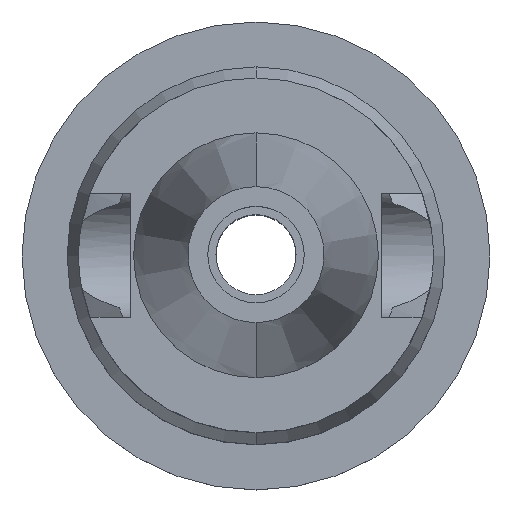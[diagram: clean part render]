
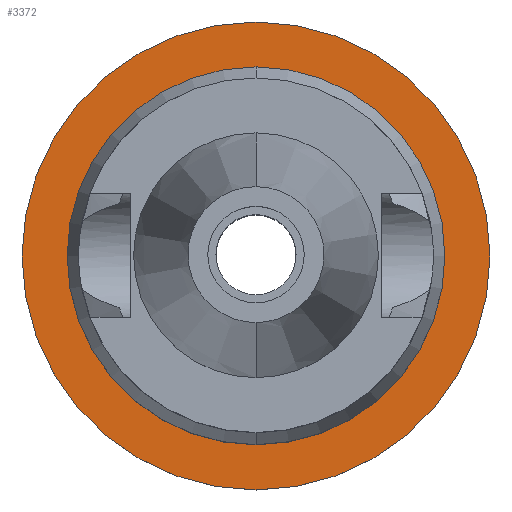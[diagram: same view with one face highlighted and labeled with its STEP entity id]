
A CAD part, top view. The second image highlights one B-rep face of the part: STEP entity #3372.
In plain terms, the highlighted planar face has unit normal (0, 0, 1).
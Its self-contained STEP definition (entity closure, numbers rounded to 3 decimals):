
#2967=CARTESIAN_POINT('',(0.,0.,0.));
#2968=DIRECTION('',(0.,0.,-1.));
#2969=DIRECTION('',(0.,-1.,0.));
#2970=AXIS2_PLACEMENT_3D('',#2967,#2968,#2969);
#2975=CARTESIAN_POINT('',(0.,0.,0.));
#2976=DIRECTION('',(0.,0.,-1.));
#2977=DIRECTION('',(0.,1.,0.));
#2978=AXIS2_PLACEMENT_3D('',#2975,#2976,#2977);
#2983=CARTESIAN_POINT('',(0.,0.,0.));
#2984=DIRECTION('',(0.,0.,1.));
#2985=DIRECTION('',(0.,-1.,0.));
#2986=AXIS2_PLACEMENT_3D('',#2983,#2984,#2985);
#2991=CARTESIAN_POINT('',(0.,0.,0.));
#2992=DIRECTION('',(0.,0.,1.));
#2993=DIRECTION('',(0.,1.,0.));
#2994=AXIS2_PLACEMENT_3D('',#2991,#2992,#2993);
#3251=CARTESIAN_POINT('',(0.,30.35,0.));
#3252=VERTEX_POINT('',#3251);
#3253=CARTESIAN_POINT('',(0.,-30.35,0.));
#3254=VERTEX_POINT('',#3253);
#3255=CARTESIAN_POINT('',(0.,-24.5,0.));
#3256=CARTESIAN_POINT('',(0.,24.5,0.));
#3257=VERTEX_POINT('',#3255);
#3258=VERTEX_POINT('',#3256);
#3357=CARTESIAN_POINT('',(0.,0.,0.));
#3358=DIRECTION('',(0.,0.,-1.));
#3359=DIRECTION('',(0.,-1.,0.));
#3360=AXIS2_PLACEMENT_3D('',#3357,#3358,#3359);
#3361=PLANE('',#3360);
#3362=ORIENTED_EDGE('',*,*,#3336,.T.);
#3363=ORIENTED_EDGE('',*,*,#3352,.T.);
#3364=EDGE_LOOP('',(#3362,#3363));
#3365=FACE_OUTER_BOUND('',#3364,.F.);
#3367=ORIENTED_EDGE('',*,*,#3366,.T.);
#3369=ORIENTED_EDGE('',*,*,#3368,.T.);
#3370=EDGE_LOOP('',(#3367,#3369));
#3371=FACE_BOUND('',#3370,.F.);
#2971=CIRCLE('',#2970,30.35);
#2979=CIRCLE('',#2978,30.35);
#2987=CIRCLE('',#2986,24.5);
#2995=CIRCLE('',#2994,24.5);
#3336=EDGE_CURVE('',#3254,#3252,#2971,.T.);
#3352=EDGE_CURVE('',#3252,#3254,#2979,.T.);
#3366=EDGE_CURVE('',#3257,#3258,#2987,.T.);
#3368=EDGE_CURVE('',#3258,#3257,#2995,.T.);
#3372=ADVANCED_FACE('',(#3365,#3371),#3361,.F.);
